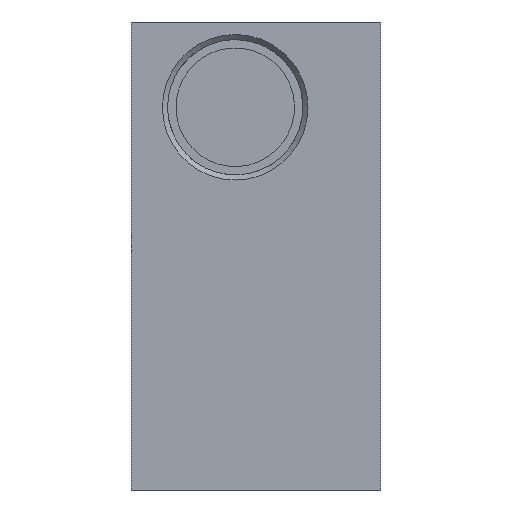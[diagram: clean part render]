
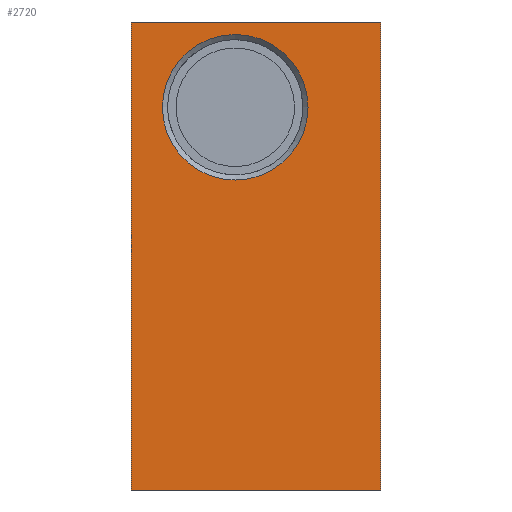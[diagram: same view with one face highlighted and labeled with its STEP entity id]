
A CAD part, front view. The second image highlights one B-rep face of the part: STEP entity #2720.
In plain terms, the highlighted planar face has unit normal (0, -1, 0).
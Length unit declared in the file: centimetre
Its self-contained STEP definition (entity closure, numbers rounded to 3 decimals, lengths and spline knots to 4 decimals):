
#674=PLANE('',#2890);
#805=VECTOR('',#3286,1.);
#806=VECTOR('',#3287,1.);
#807=VECTOR('',#3288,1.);
#808=VECTOR('',#3289,1.);
#986=LINE('',#3930,#805);
#987=LINE('',#3933,#806);
#988=LINE('',#3935,#807);
#989=LINE('',#3937,#808);
#1188=VERTEX_POINT('',#3925);
#1190=VERTEX_POINT('',#3931);
#1191=VERTEX_POINT('',#3932);
#1192=VERTEX_POINT('',#3934);
#1193=VERTEX_POINT('',#3936);
#1339=CIRCLE('',#2887,0.35);
#1562=EDGE_CURVE('',#1188,#1188,#1339,.T.);
#1564=EDGE_CURVE('',#1190,#1191,#986,.T.);
#1565=EDGE_CURVE('',#1192,#1190,#987,.T.);
#1566=EDGE_CURVE('',#1193,#1192,#988,.T.);
#1567=EDGE_CURVE('',#1191,#1193,#989,.T.);
#2019=ORIENTED_EDGE('',*,*,#1564,.F.);
#2020=ORIENTED_EDGE('',*,*,#1565,.F.);
#2021=ORIENTED_EDGE('',*,*,#1566,.F.);
#2022=ORIENTED_EDGE('',*,*,#1567,.F.);
#2023=ORIENTED_EDGE('',*,*,#1562,.F.);
#2414=EDGE_LOOP('',(#2019,#2020,#2021,#2022));
#2415=EDGE_LOOP('',(#2023));
#2569=FACE_BOUND('',#2414,.T.);
#2570=FACE_BOUND('',#2415,.T.);
#2720=ADVANCED_FACE('',(#2569,#2570),#674,.F.);
#2887=AXIS2_PLACEMENT_3D('',#3924,#3279,#3280);
#2890=AXIS2_PLACEMENT_3D('',#3929,#3285,$);
#3279=DIRECTION('',(0.,-1.,0.));
#3280=DIRECTION('',(0.,0.,-0.35));
#3285=DIRECTION('',(0.,1.,0.));
#3286=DIRECTION('',(0.,0.,1.));
#3287=DIRECTION('',(-1.,0.,0.));
#3288=DIRECTION('',(0.,0.,-1.));
#3289=DIRECTION('',(1.,0.,0.));
#3924=CARTESIAN_POINT('',(-0.1,-6.,0.715));
#3925=CARTESIAN_POINT('',(-0.1,-6.,1.065));
#3929=CARTESIAN_POINT('',(0.,-6.,0.));
#3930=CARTESIAN_POINT('',(-0.6,-6.,-1.125));
#3931=CARTESIAN_POINT('',(-0.6,-6.,-1.125));
#3932=CARTESIAN_POINT('',(-0.6,-6.,1.125));
#3933=CARTESIAN_POINT('',(0.6,-6.,-1.125));
#3934=CARTESIAN_POINT('',(0.6,-6.,-1.125));
#3935=CARTESIAN_POINT('',(0.6,-6.,1.125));
#3936=CARTESIAN_POINT('',(0.6,-6.,1.125));
#3937=CARTESIAN_POINT('',(-0.6,-6.,1.125));
